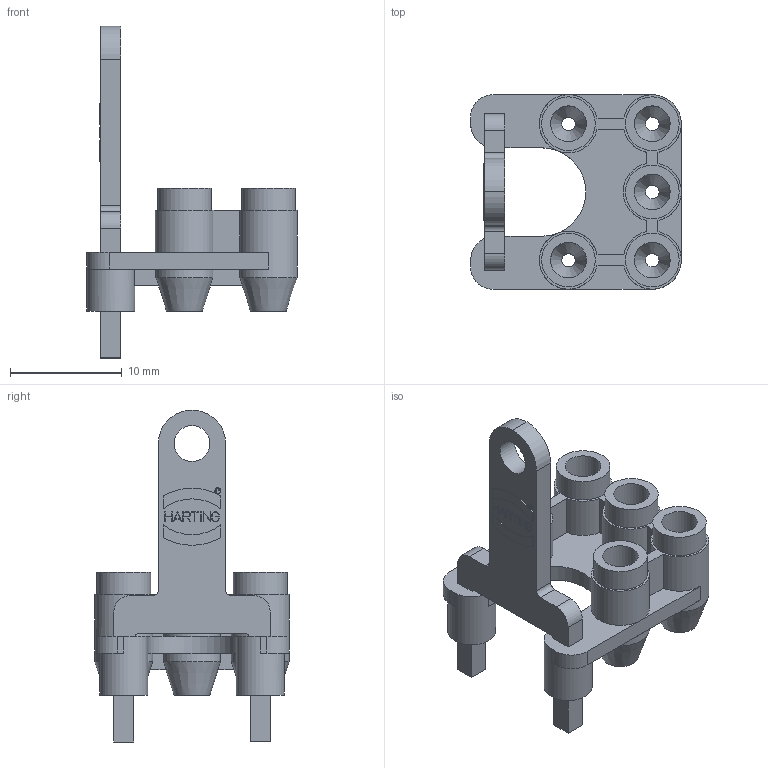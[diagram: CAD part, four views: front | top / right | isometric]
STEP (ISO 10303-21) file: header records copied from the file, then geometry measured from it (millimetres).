
FILE_DESCRIPTION(/* description */ (''),/* implementation_level */ '2;1');
FILE_NAME(/* name */ '100097126ugm000_b.stp',/* time_stamp */ '2019-10-31T14:04:17+01:00',/* author */ (''),/* organization */ (''),/* preprocessor_version */ 'ST-DEVELOPER v16.7',/* originating_system */ 'SIEMENS PLM Software NX 12.0',/* authorisation */ '');
FILE_SCHEMA (('AUTOMOTIVE_DESIGN { 1 0 10303 214 3 1 1 1 }'));
Length unit declared in the file: millimetre
Products named in the file (1): 100097126ugm000_b
Bounding box: 18.85 x 17.4 x 29.7 mm (x, y, z)
Volume: 1321.3 mm3; surface area: 2303.5 mm2
Topology: 1 solids, 1 shells, 249 faces, 654 edges, 430 vertices
Faces by surface type: plane 175, cylinder 59, cone 10, bspline 5
Full cylindrical faces by diameter (mm): 0.486 x1, 0.538 x1, 1.2 x5, 3.2 x6, 4.3 x2, 4.8 x5
Entity records: 8603 total; most frequent: CARTESIAN_POINT 1430, DIRECTION 1257, ORIENTED_EDGE 1238, EDGE_CURVE 619, VERTEX_POINT 429, AXIS2_PLACEMENT_3D 421, LINE 415, VECTOR 415
